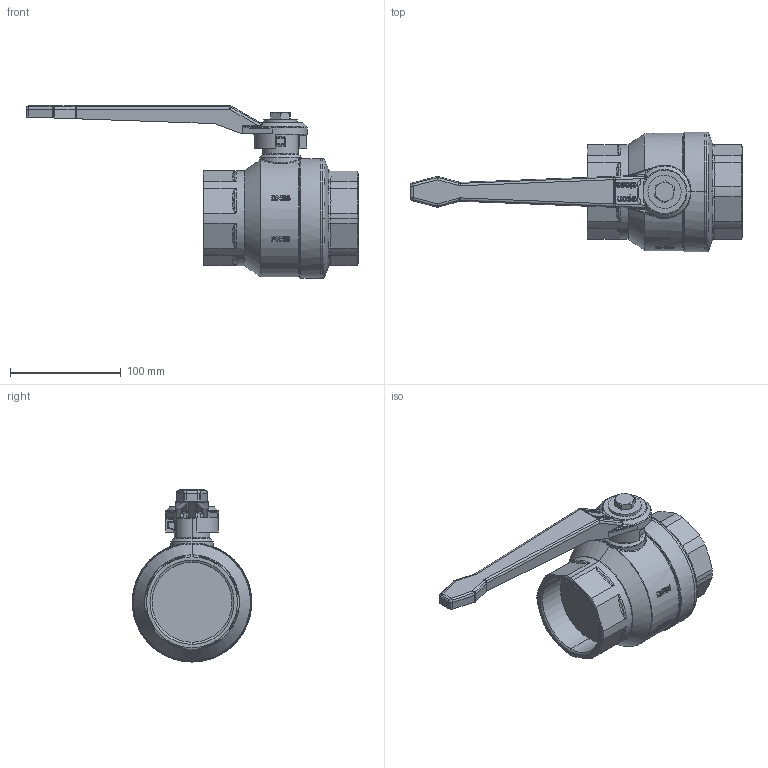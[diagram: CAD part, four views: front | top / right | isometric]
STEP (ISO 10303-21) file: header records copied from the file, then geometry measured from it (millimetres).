
FILE_DESCRIPTION(('HOOPS Exchange Step'),'2;1');
FILE_NAME('GK0100_DN65.stp','2025-05-20T16:31:17+02:00',('nieru'),('Unknown organisation'),'HOOPS Exchange 2024.2','HOOPS Exchange','Unknown authorisation');
FILE_SCHEMA( ('AP203_CONFIGURATION_CONTROLLED_3D_DESIGN_OF_MECHANICAL_PARTS_AND_ASSEMBLIES_MIM_LF') );
Length unit declared in the file: millimetre
Products named in the file (2): 0; root
Assembly tree (1 placements, depth 2):
  root
    0
Bounding box: 300 x 108 x 155.5 mm (x, y, z)
Volume: 896784.6 mm3; surface area: 95980.4 mm2
Topology: 1 solids, 1 shells, 815 faces, 2092 edges, 1318 vertices
Faces by surface type: bspline 246, plane 212, cylinder 207, torus 52, cone 52, sphere 46
Entity records: 32790 total; most frequent: CARTESIAN_POINT 15536, ORIENTED_EDGE 4176, DIRECTION 2691, EDGE_CURVE 2088, VERTEX_POINT 1318, AXIS2_PLACEMENT_3D 1070, B_SPLINE_CURVE_WITH_KNOTS 929, EDGE_LOOP 858
